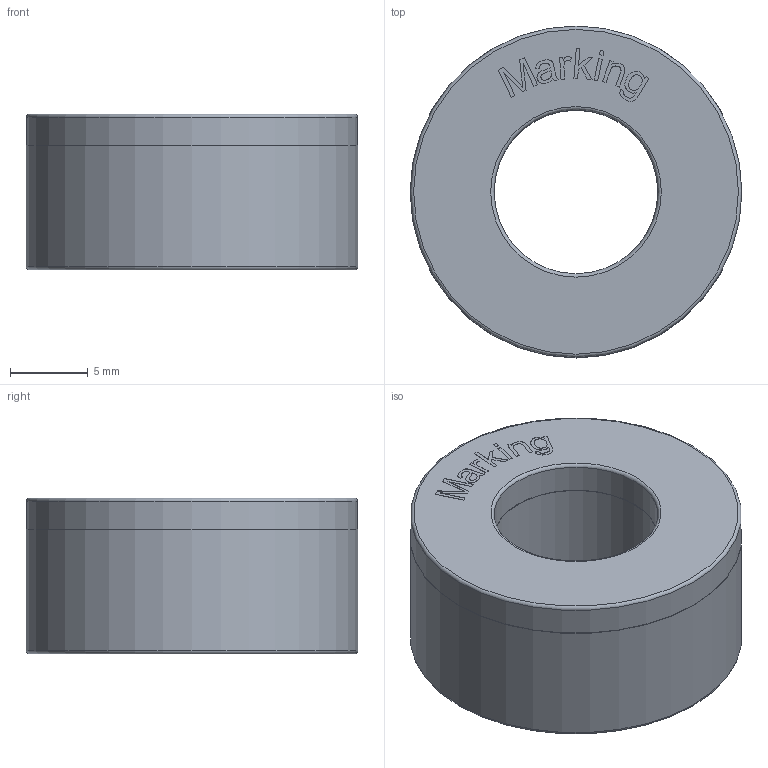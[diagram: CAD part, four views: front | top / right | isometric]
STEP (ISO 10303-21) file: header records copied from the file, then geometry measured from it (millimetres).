
FILE_DESCRIPTION(/* description */ ('Unknown'),/* implementation_level */ '2;1');
FILE_NAME(/* name */ '78206x101100',/* time_stamp */ '2019-03-21T09:10:52+01:00',/* author */ ('Unknown'),/* organization */ ('Unknown'),/* preprocessor_version */ 'ST-DEVELOPER v16.7',/* originating_system */ 'DEX',/* authorisation */ $);
FILE_SCHEMA (('AUTOMOTIVE_DESIGN {1 0 10303 214 3 1 1}'));
Length unit declared in the file: millimetre
Products named in the file (4): 78206x101100; base_10,5x21,3x10; core_10,5x21,3x10; cover_10,5x21,3
Assembly tree (3 placements, depth 2):
  78206x101100
    base_10,5x21,3x10
    core_10,5x21,3x10
    cover_10,5x21,3
Bounding box: 21.3 x 21.3 x 10 mm (x, y, z)
Volume: 2328.4 mm3; surface area: 4153.1 mm2
Topology: 3 solids, 3 shells, 116 faces, 258 edges, 170 vertices
Faces by surface type: plane 74, cylinder 15, bspline 15, torus 8, cone 4
Full cylindrical faces by diameter (mm): 1 x4, 10.5 x1, 10.55 x1, 12.5 x1, 12.55 x1, 13.1 x1, 18.6 x1, 19.25 x1, 19.3 x1, 21.25 x1, 21.3 x1
Entity records: 3807 total; most frequent: CARTESIAN_POINT 1288, ORIENTED_EDGE 458, DIRECTION 455, EDGE_CURVE 229, EDGE_LOOP 171, FACE_BOUND 171, VERTEX_POINT 168, LINE 153
